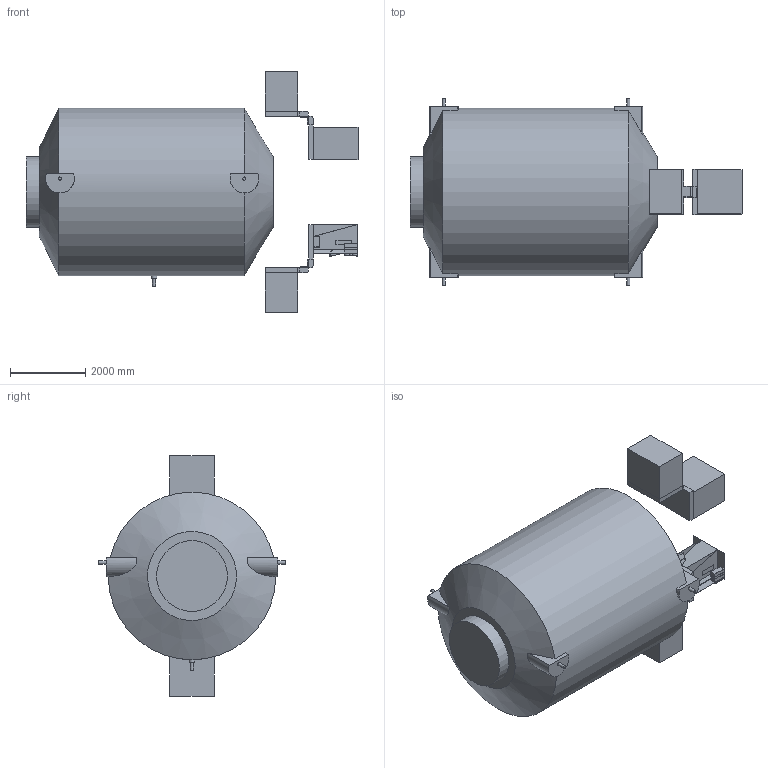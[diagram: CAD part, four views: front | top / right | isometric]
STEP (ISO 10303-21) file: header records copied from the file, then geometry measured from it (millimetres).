
FILE_DESCRIPTION(/* description */ ('TopDownASIMlayout'),/* implementation_level */ '2;1');
FILE_NAME(/* name */ 'ASIM-Rad2-Maj08',/* time_stamp */ '2008-05-16T21:11:01+02:00',/* author */ ('Josef P.'),/* organization */ ('DTU-SPACE'),/* preprocessor_version */ 'ST-DEVELOPER v11',/* originating_system */ 'UGS - NX 5.0',/* authorisation */ '');
FILE_SCHEMA (('AP203_CONFIGURATION_CONTROLLED_3D_DESIGN_OF_MECHANICAL_PARTS_AND_ASSEMBLIES_MIM_LF'));
Length unit declared in the file: millimetre
Products named in the file (33): 80gr-photBaffl; 80gr-Baffle; 80gr-Optik; 20gr-Baffle-Optik; 20gr-Optik; photometerbaffle; photometer1; MMIA-front; MMIA_DPU; mxgs-38x38detoktor; MMIA3-WakeMLI; SPLC1; PDU1; ZenithRad; WakeRad1; RamRad1; topMLI; FrontF; CEPA-SMPL; Payload-ORU; Columbus; 80gr-Phot+Baffl; 80gr-Opt+Baffl; 80gr-Front+Opt+Baffle; Nadir-MMIA; nadir-package1; 20gr-Optik+Baffle; 20gr-photo+baffle; 20gr-FrontEl+Opt+Bafl; Limb-MMIA; limb-package1; asim2; ASIM-Rad2-Maj08
Assembly tree (45 placements, depth 7):
  ASIM-Rad2-Maj08
    Columbus
    asim2
      limb-package1
        Limb-MMIA  x2
          20gr-FrontEl+Opt+Bafl
            MMIA-front
            20gr-photo+baffle  x2
              photometer1
              photometerbaffle
            20gr-Optik+Baffle  x2
              20gr-Optik
              20gr-Baffle-Optik
          MMIA_DPU
      nadir-package1
        mxgs-38x38detoktor
        Nadir-MMIA
          80gr-Front+Opt+Baffle
            MMIA-front
            80gr-Opt+Baffl  x2
              80gr-Optik
              80gr-Baffle
            80gr-Phot+Baffl  x2
              photometer1
              80gr-photBaffl
          MMIA_DPU
    Payload-ORU  x3
    CEPA-SMPL  x4
    FrontF
    topMLI
    RamRad1
    WakeRad1
    ZenithRad
    PDU1
    SPLC1
    MMIA3-WakeMLI
Bounding box: 8806.79 x 4965.7 x 6378 mm (x, y, z)
Volume: 93037695198 mm3; surface area: 155201204.7 mm2
Topology: 60 solids, 64 shells, 525 faces, 1132 edges, 772 vertices
Faces by surface type: plane 414, cylinder 69, cone 42
Full cylindrical faces by diameter (mm): 34 x6, 55 x6, 60 x2, 69 x2, 70 x10, 74.265 x4, 82.423 x5, 100 x8, 125 x4, 130.845 x4, 147 x2, 152.4 x1, 1879.6 x1, 4445 x1
Entity records: 12001 total; most frequent: CARTESIAN_POINT 1613, DIRECTION 1297, ORIENTED_EDGE 1100, EDGE_CURVE 552, LINE 457, VECTOR 457, AXIS2_PLACEMENT_3D 420, VERTEX_POINT 380
